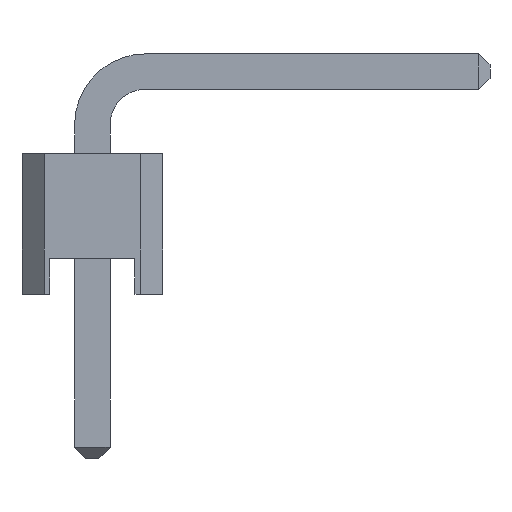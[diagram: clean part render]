
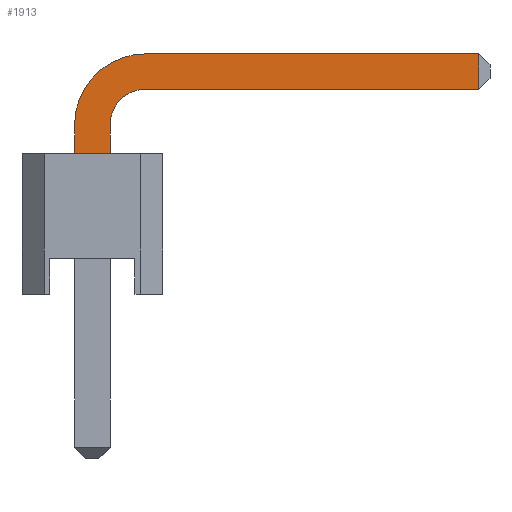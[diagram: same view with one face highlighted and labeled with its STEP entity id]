
A CAD part, front view. The second image highlights one B-rep face of the part: STEP entity #1913.
In plain terms, the highlighted planar face has unit normal (0, -1, 0).
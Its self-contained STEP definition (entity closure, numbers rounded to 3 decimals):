
#818 = PLANE('',#819);
#819 = AXIS2_PLACEMENT_3D('',#820,#821,#822);
#820 = CARTESIAN_POINT('',(-1.27,1.27,5.5));
#821 = DIRECTION('',(0.,0.,1.));
#822 = DIRECTION('',(1.,0.,0.));
#1579 = EDGE_CURVE('',#1580,#1582,#1584,.T.);
#1580 = VERTEX_POINT('',#1581);
#1581 = CARTESIAN_POINT('',(0.32,-0.32,5.5));
#1582 = VERTEX_POINT('',#1583);
#1583 = CARTESIAN_POINT('',(-0.32,-0.32,5.5));
#1584 = SURFACE_CURVE('',#1585,(#1589,#1595),.PCURVE_S1.);
#1585 = LINE('',#1586,#1587);
#1586 = CARTESIAN_POINT('',(-0.795,-0.32,5.5));
#1587 = VECTOR('',#1588,1.);
#1588 = DIRECTION('',(-1.,0.,0.));
#1589 = PCURVE('',#818,#1590);
#1590 = DEFINITIONAL_REPRESENTATION('',(#1591),#1594);
#1591 = B_SPLINE_CURVE_WITH_KNOTS('',1,(#1592,#1593),.UNSPECIFIED.,.F.,
  .F.,(2,2),(-1.179,-0.411),.PIECEWISE_BEZIER_KNOTS.);
#1592 = CARTESIAN_POINT('',(1.654,-1.59));
#1593 = CARTESIAN_POINT('',(0.886,-1.59));
#1594 = ( GEOMETRIC_REPRESENTATION_CONTEXT(2) 
PARAMETRIC_REPRESENTATION_CONTEXT() REPRESENTATION_CONTEXT('2D SPACE',''
  ) );
#1595 = PCURVE('',#1596,#1601);
#1596 = PLANE('',#1597);
#1597 = AXIS2_PLACEMENT_3D('',#1598,#1599,#1600);
#1598 = CARTESIAN_POINT('',(1.887,-0.32,5.194));
#1599 = DIRECTION('',(0.,1.,0.));
#1600 = DIRECTION('',(0.,0.,1.));
#1601 = DEFINITIONAL_REPRESENTATION('',(#1602),#1606);
#1602 = LINE('',#1603,#1604);
#1603 = CARTESIAN_POINT('',(0.307,-2.682));
#1604 = VECTOR('',#1605,1.);
#1605 = DIRECTION('',(0.,-1.));
#1606 = ( GEOMETRIC_REPRESENTATION_CONTEXT(2) 
PARAMETRIC_REPRESENTATION_CONTEXT() REPRESENTATION_CONTEXT('2D SPACE',''
  ) );
#1623 = PLANE('',#1624);
#1624 = AXIS2_PLACEMENT_3D('',#1625,#1626,#1627);
#1625 = CARTESIAN_POINT('',(-0.32,0.32,0.));
#1626 = DIRECTION('',(-1.,0.,0.));
#1627 = DIRECTION('',(0.,0.,1.));
#1675 = PLANE('',#1676);
#1676 = AXIS2_PLACEMENT_3D('',#1677,#1678,#1679);
#1677 = CARTESIAN_POINT('',(0.32,0.32,6.66));
#1678 = DIRECTION('',(1.,0.,0.));
#1679 = DIRECTION('',(0.,0.,-1.));
#1913 = ADVANCED_FACE('',(#1914),#1596,.F.);
#1914 = FACE_BOUND('',#1915,.F.);
#1915 = EDGE_LOOP('',(#1916,#1917,#1940,#1969,#1997,#2025,#2053,#2082));
#1916 = ORIENTED_EDGE('',*,*,#1579,.T.);
#1917 = ORIENTED_EDGE('',*,*,#1918,.T.);
#1918 = EDGE_CURVE('',#1582,#1919,#1921,.T.);
#1919 = VERTEX_POINT('',#1920);
#1920 = CARTESIAN_POINT('',(-0.32,-0.32,6.02));
#1921 = SURFACE_CURVE('',#1922,(#1926,#1933),.PCURVE_S1.);
#1922 = LINE('',#1923,#1924);
#1923 = CARTESIAN_POINT('',(-0.32,-0.32,0.));
#1924 = VECTOR('',#1925,1.);
#1925 = DIRECTION('',(0.,0.,1.));
#1926 = PCURVE('',#1596,#1927);
#1927 = DEFINITIONAL_REPRESENTATION('',(#1928),#1932);
#1928 = LINE('',#1929,#1930);
#1929 = CARTESIAN_POINT('',(-5.194,-2.207));
#1930 = VECTOR('',#1931,1.);
#1931 = DIRECTION('',(1.,-0.));
#1932 = ( GEOMETRIC_REPRESENTATION_CONTEXT(2) 
PARAMETRIC_REPRESENTATION_CONTEXT() REPRESENTATION_CONTEXT('2D SPACE',''
  ) );
#1933 = PCURVE('',#1623,#1934);
#1934 = DEFINITIONAL_REPRESENTATION('',(#1935),#1939);
#1935 = LINE('',#1936,#1937);
#1936 = CARTESIAN_POINT('',(0.,-0.64));
#1937 = VECTOR('',#1938,1.);
#1938 = DIRECTION('',(1.,0.));
#1939 = ( GEOMETRIC_REPRESENTATION_CONTEXT(2) 
PARAMETRIC_REPRESENTATION_CONTEXT() REPRESENTATION_CONTEXT('2D SPACE',''
  ) );
#1940 = ORIENTED_EDGE('',*,*,#1941,.T.);
#1941 = EDGE_CURVE('',#1919,#1942,#1944,.T.);
#1942 = VERTEX_POINT('',#1943);
#1943 = CARTESIAN_POINT('',(0.96,-0.32,7.3));
#1944 = SURFACE_CURVE('',#1945,(#1950,#1957),.PCURVE_S1.);
#1945 = CIRCLE('',#1946,1.28);
#1946 = AXIS2_PLACEMENT_3D('',#1947,#1948,#1949);
#1947 = CARTESIAN_POINT('',(0.96,-0.32,6.02));
#1948 = DIRECTION('',(0.,1.,0.));
#1949 = DIRECTION('',(0.,0.,-1.));
#1950 = PCURVE('',#1596,#1951);
#1951 = DEFINITIONAL_REPRESENTATION('',(#1952),#1956);
#1952 = CIRCLE('',#1953,1.28);
#1953 = AXIS2_PLACEMENT_2D('',#1954,#1955);
#1954 = CARTESIAN_POINT('',(0.827,-0.927));
#1955 = DIRECTION('',(-1.,0.));
#1956 = ( GEOMETRIC_REPRESENTATION_CONTEXT(2) 
PARAMETRIC_REPRESENTATION_CONTEXT() REPRESENTATION_CONTEXT('2D SPACE',''
  ) );
#1957 = PCURVE('',#1958,#1963);
#1958 = CYLINDRICAL_SURFACE('',#1959,1.28);
#1959 = AXIS2_PLACEMENT_3D('',#1960,#1961,#1962);
#1960 = CARTESIAN_POINT('',(0.96,0.32,6.02));
#1961 = DIRECTION('',(0.,-1.,0.));
#1962 = DIRECTION('',(-1.,0.,0.));
#1963 = DEFINITIONAL_REPRESENTATION('',(#1964),#1968);
#1964 = LINE('',#1965,#1966);
#1965 = CARTESIAN_POINT('',(1.571,0.64));
#1966 = VECTOR('',#1967,1.);
#1967 = DIRECTION('',(-1.,0.));
#1968 = ( GEOMETRIC_REPRESENTATION_CONTEXT(2) 
PARAMETRIC_REPRESENTATION_CONTEXT() REPRESENTATION_CONTEXT('2D SPACE',''
  ) );
#1969 = ORIENTED_EDGE('',*,*,#1970,.T.);
#1970 = EDGE_CURVE('',#1942,#1971,#1973,.T.);
#1971 = VERTEX_POINT('',#1972);
#1972 = CARTESIAN_POINT('',(6.98,-0.32,7.3));
#1973 = SURFACE_CURVE('',#1974,(#1978,#1985),.PCURVE_S1.);
#1974 = LINE('',#1975,#1976);
#1975 = CARTESIAN_POINT('',(-0.32,-0.32,7.3));
#1976 = VECTOR('',#1977,1.);
#1977 = DIRECTION('',(1.,0.,0.));
#1978 = PCURVE('',#1596,#1979);
#1979 = DEFINITIONAL_REPRESENTATION('',(#1980),#1984);
#1980 = LINE('',#1981,#1982);
#1981 = CARTESIAN_POINT('',(2.107,-2.207));
#1982 = VECTOR('',#1983,1.);
#1983 = DIRECTION('',(0.,1.));
#1984 = ( GEOMETRIC_REPRESENTATION_CONTEXT(2) 
PARAMETRIC_REPRESENTATION_CONTEXT() REPRESENTATION_CONTEXT('2D SPACE',''
  ) );
#1985 = PCURVE('',#1986,#1991);
#1986 = PLANE('',#1987);
#1987 = AXIS2_PLACEMENT_3D('',#1988,#1989,#1990);
#1988 = CARTESIAN_POINT('',(-0.32,0.32,7.3));
#1989 = DIRECTION('',(0.,0.,1.));
#1990 = DIRECTION('',(1.,0.,0.));
#1991 = DEFINITIONAL_REPRESENTATION('',(#1992),#1996);
#1992 = LINE('',#1993,#1994);
#1993 = CARTESIAN_POINT('',(0.,-0.64));
#1994 = VECTOR('',#1995,1.);
#1995 = DIRECTION('',(1.,0.));
#1996 = ( GEOMETRIC_REPRESENTATION_CONTEXT(2) 
PARAMETRIC_REPRESENTATION_CONTEXT() REPRESENTATION_CONTEXT('2D SPACE',''
  ) );
#1997 = ORIENTED_EDGE('',*,*,#1998,.T.);
#1998 = EDGE_CURVE('',#1971,#1999,#2001,.T.);
#1999 = VERTEX_POINT('',#2000);
#2000 = CARTESIAN_POINT('',(6.98,-0.32,6.66));
#2001 = SURFACE_CURVE('',#2002,(#2006,#2013),.PCURVE_S1.);
#2002 = LINE('',#2003,#2004);
#2003 = CARTESIAN_POINT('',(6.98,-0.32,7.1));
#2004 = VECTOR('',#2005,1.);
#2005 = DIRECTION('',(0.,0.,-1.));
#2006 = PCURVE('',#1596,#2007);
#2007 = DEFINITIONAL_REPRESENTATION('',(#2008),#2012);
#2008 = LINE('',#2009,#2010);
#2009 = CARTESIAN_POINT('',(1.907,5.094));
#2010 = VECTOR('',#2011,1.);
#2011 = DIRECTION('',(-1.,0.));
#2012 = ( GEOMETRIC_REPRESENTATION_CONTEXT(2) 
PARAMETRIC_REPRESENTATION_CONTEXT() REPRESENTATION_CONTEXT('2D SPACE',''
  ) );
#2013 = PCURVE('',#2014,#2019);
#2014 = PLANE('',#2015);
#2015 = AXIS2_PLACEMENT_3D('',#2016,#2017,#2018);
#2016 = CARTESIAN_POINT('',(7.08,-0.22,7.1));
#2017 = DIRECTION('',(-0.707,0.707,0.));
#2018 = DIRECTION('',(0.,0.,-1.));
#2019 = DEFINITIONAL_REPRESENTATION('',(#2020),#2024);
#2020 = LINE('',#2021,#2022);
#2021 = CARTESIAN_POINT('',(0.,0.141));
#2022 = VECTOR('',#2023,1.);
#2023 = DIRECTION('',(1.,0.));
#2024 = ( GEOMETRIC_REPRESENTATION_CONTEXT(2) 
PARAMETRIC_REPRESENTATION_CONTEXT() REPRESENTATION_CONTEXT('2D SPACE',''
  ) );
#2025 = ORIENTED_EDGE('',*,*,#2026,.T.);
#2026 = EDGE_CURVE('',#1999,#2027,#2029,.T.);
#2027 = VERTEX_POINT('',#2028);
#2028 = CARTESIAN_POINT('',(0.96,-0.32,6.66));
#2029 = SURFACE_CURVE('',#2030,(#2034,#2041),.PCURVE_S1.);
#2030 = LINE('',#2031,#2032);
#2031 = CARTESIAN_POINT('',(7.18,-0.32,6.66));
#2032 = VECTOR('',#2033,1.);
#2033 = DIRECTION('',(-1.,0.,0.));
#2034 = PCURVE('',#1596,#2035);
#2035 = DEFINITIONAL_REPRESENTATION('',(#2036),#2040);
#2036 = LINE('',#2037,#2038);
#2037 = CARTESIAN_POINT('',(1.467,5.294));
#2038 = VECTOR('',#2039,1.);
#2039 = DIRECTION('',(0.,-1.));
#2040 = ( GEOMETRIC_REPRESENTATION_CONTEXT(2) 
PARAMETRIC_REPRESENTATION_CONTEXT() REPRESENTATION_CONTEXT('2D SPACE',''
  ) );
#2041 = PCURVE('',#2042,#2047);
#2042 = PLANE('',#2043);
#2043 = AXIS2_PLACEMENT_3D('',#2044,#2045,#2046);
#2044 = CARTESIAN_POINT('',(7.18,0.32,6.66));
#2045 = DIRECTION('',(-0.,0.,-1.));
#2046 = DIRECTION('',(-1.,0.,0.));
#2047 = DEFINITIONAL_REPRESENTATION('',(#2048),#2052);
#2048 = LINE('',#2049,#2050);
#2049 = CARTESIAN_POINT('',(0.,-0.64));
#2050 = VECTOR('',#2051,1.);
#2051 = DIRECTION('',(1.,0.));
#2052 = ( GEOMETRIC_REPRESENTATION_CONTEXT(2) 
PARAMETRIC_REPRESENTATION_CONTEXT() REPRESENTATION_CONTEXT('2D SPACE',''
  ) );
#2053 = ORIENTED_EDGE('',*,*,#2054,.F.);
#2054 = EDGE_CURVE('',#2055,#2027,#2057,.T.);
#2055 = VERTEX_POINT('',#2056);
#2056 = CARTESIAN_POINT('',(0.32,-0.32,6.02));
#2057 = SURFACE_CURVE('',#2058,(#2063,#2070),.PCURVE_S1.);
#2058 = CIRCLE('',#2059,0.64);
#2059 = AXIS2_PLACEMENT_3D('',#2060,#2061,#2062);
#2060 = CARTESIAN_POINT('',(0.96,-0.32,6.02));
#2061 = DIRECTION('',(0.,1.,0.));
#2062 = DIRECTION('',(0.,0.,-1.));
#2063 = PCURVE('',#1596,#2064);
#2064 = DEFINITIONAL_REPRESENTATION('',(#2065),#2069);
#2065 = CIRCLE('',#2066,0.64);
#2066 = AXIS2_PLACEMENT_2D('',#2067,#2068);
#2067 = CARTESIAN_POINT('',(0.827,-0.927));
#2068 = DIRECTION('',(-1.,0.));
#2069 = ( GEOMETRIC_REPRESENTATION_CONTEXT(2) 
PARAMETRIC_REPRESENTATION_CONTEXT() REPRESENTATION_CONTEXT('2D SPACE',''
  ) );
#2070 = PCURVE('',#2071,#2076);
#2071 = CYLINDRICAL_SURFACE('',#2072,0.64);
#2072 = AXIS2_PLACEMENT_3D('',#2073,#2074,#2075);
#2073 = CARTESIAN_POINT('',(0.96,0.32,6.02));
#2074 = DIRECTION('',(0.,-1.,0.));
#2075 = DIRECTION('',(-1.,0.,0.));
#2076 = DEFINITIONAL_REPRESENTATION('',(#2077),#2081);
#2077 = LINE('',#2078,#2079);
#2078 = CARTESIAN_POINT('',(1.571,0.64));
#2079 = VECTOR('',#2080,1.);
#2080 = DIRECTION('',(-1.,0.));
#2081 = ( GEOMETRIC_REPRESENTATION_CONTEXT(2) 
PARAMETRIC_REPRESENTATION_CONTEXT() REPRESENTATION_CONTEXT('2D SPACE',''
  ) );
#2082 = ORIENTED_EDGE('',*,*,#2083,.T.);
#2083 = EDGE_CURVE('',#2055,#1580,#2084,.T.);
#2084 = SURFACE_CURVE('',#2085,(#2089,#2096),.PCURVE_S1.);
#2085 = LINE('',#2086,#2087);
#2086 = CARTESIAN_POINT('',(0.32,-0.32,6.66));
#2087 = VECTOR('',#2088,1.);
#2088 = DIRECTION('',(0.,0.,-1.));
#2089 = PCURVE('',#1596,#2090);
#2090 = DEFINITIONAL_REPRESENTATION('',(#2091),#2095);
#2091 = LINE('',#2092,#2093);
#2092 = CARTESIAN_POINT('',(1.467,-1.567));
#2093 = VECTOR('',#2094,1.);
#2094 = DIRECTION('',(-1.,0.));
#2095 = ( GEOMETRIC_REPRESENTATION_CONTEXT(2) 
PARAMETRIC_REPRESENTATION_CONTEXT() REPRESENTATION_CONTEXT('2D SPACE',''
  ) );
#2096 = PCURVE('',#1675,#2097);
#2097 = DEFINITIONAL_REPRESENTATION('',(#2098),#2102);
#2098 = LINE('',#2099,#2100);
#2099 = CARTESIAN_POINT('',(0.,-0.64));
#2100 = VECTOR('',#2101,1.);
#2101 = DIRECTION('',(1.,0.));
#2102 = ( GEOMETRIC_REPRESENTATION_CONTEXT(2) 
PARAMETRIC_REPRESENTATION_CONTEXT() REPRESENTATION_CONTEXT('2D SPACE',''
  ) );
